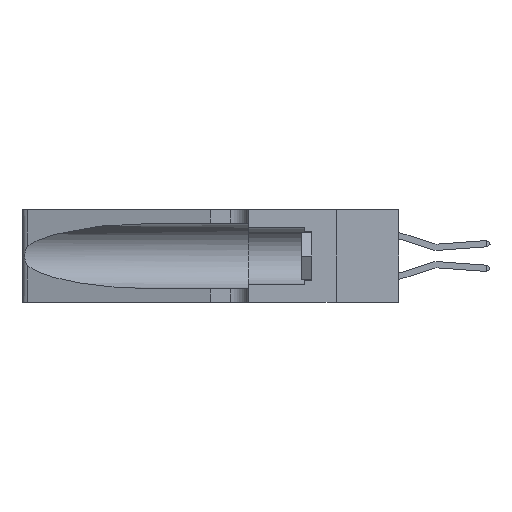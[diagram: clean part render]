
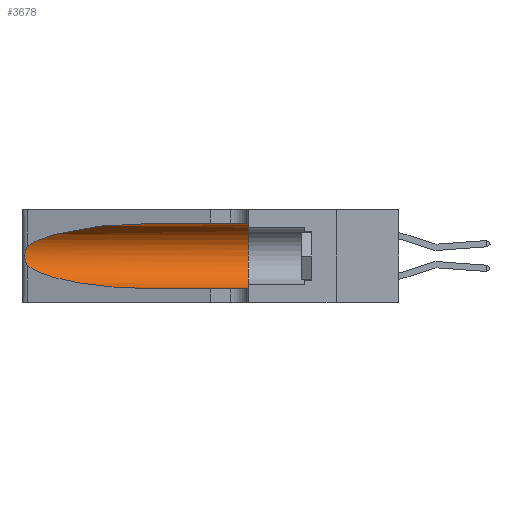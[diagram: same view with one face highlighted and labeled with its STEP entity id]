
A CAD part, left-side view. The second image highlights one B-rep face of the part: STEP entity #3678.
In plain terms, the highlighted cylindrical face has radius 3.308 mm (diameter 6.617 mm), a partial arc.
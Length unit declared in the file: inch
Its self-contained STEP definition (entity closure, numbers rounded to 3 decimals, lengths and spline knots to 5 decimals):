
#650 = CARTESIAN_POINT ( 'NONE',  ( 0.25555, 1.22993, 0.14849 ) ) ;
#1126 = ORIENTED_EDGE ( 'NONE', *, *, #25735, .T. ) ;
#1680 = VERTEX_POINT ( 'NONE', #23547 ) ;
#1707 = ORIENTED_EDGE ( 'NONE', *, *, #18921, .T. ) ;
#1857 = DIRECTION ( 'NONE',  ( 0., -1., 0. ) ) ;
#2126 = AXIS2_PLACEMENT_3D ( 'NONE', #7206, #23641, #19593 ) ;
#2523 = EDGE_CURVE ( 'NONE', #26015, #2552, #5756, .T. ) ;
#2552 = VERTEX_POINT ( 'NONE', #13788 ) ;
#3279 = DIRECTION ( 'NONE',  ( 0., 1., 0. ) ) ;
#3648 = CARTESIAN_POINT ( 'NONE',  ( 0.25487, 1.22718, 0.22369 ) ) ;
#3678 = ADVANCED_FACE ( 'NONE', ( #7992 ), #17091, .F. ) ;
#4887 = CARTESIAN_POINT ( 'NONE',  ( 0.25787, 1.23484, 0.2124 ) ) ;
#5756 = CIRCLE ( 'NONE', #12483, 0.13025 ) ;
#6180 =( BOUNDED_CURVE ( )  B_SPLINE_CURVE ( 3, ( #16156, #14071, #26224, #3648 ),
 .UNSPECIFIED., .F., .F. ) 
 B_SPLINE_CURVE_WITH_KNOTS ( ( 4, 4 ),
 ( 1.5708, 2.84003 ),
 .UNSPECIFIED. ) 
 CURVE ( )  GEOMETRIC_REPRESENTATION_ITEM ( )  RATIONAL_B_SPLINE_CURVE ( ( 1., 0.87, 0.87, 1. ) ) 
 REPRESENTATION_ITEM ( '' )  );
#6976 = CARTESIAN_POINT ( 'NONE',  ( 0.26018, 1.23835, 0.19895 ) ) ;
#7206 = CARTESIAN_POINT ( 'NONE',  ( 0.1305, 1.61858, 0.185 ) ) ;
#7245 = CARTESIAN_POINT ( 'NONE',  ( 0.1305, 0.72297, 0.05475 ) ) ;
#7369 = LINE ( 'NONE', #8169, #23128 ) ;
#7992 = FACE_OUTER_BOUND ( 'NONE', #25597, .T. ) ;
#8169 = CARTESIAN_POINT ( 'NONE',  ( 0.1305, 1.61858, 0.05475 ) ) ;
#9005 =( BOUNDED_CURVE ( )  B_SPLINE_CURVE ( 3, ( #15521, #17593, #19629, #7245 ),
 .UNSPECIFIED., .F., .F. ) 
 B_SPLINE_CURVE_WITH_KNOTS ( ( 4, 4 ),
 ( 3.44316, 4.71239 ),
 .UNSPECIFIED. ) 
 CURVE ( )  GEOMETRIC_REPRESENTATION_ITEM ( )  RATIONAL_B_SPLINE_CURVE ( ( 1., 0.87, 0.87, 1. ) ) 
 REPRESENTATION_ITEM ( '' )  );
#9070 = CARTESIAN_POINT ( 'NONE',  ( 0.26075, 1.23896, 0.178 ) ) ;
#11138 = CARTESIAN_POINT ( 'NONE',  ( 0.25856, 1.23593, 0.16098 ) ) ;
#11757 = VECTOR ( 'NONE', #17239, 39.37008 ) ;
#12411 = LINE ( 'NONE', #25241, #11757 ) ;
#12483 = AXIS2_PLACEMENT_3D ( 'NONE', #15795, #3279, #17869 ) ;
#13244 = CARTESIAN_POINT ( 'NONE',  ( 0.25639, 1.23186, 0.15144 ) ) ;
#13788 = CARTESIAN_POINT ( 'NONE',  ( 0.1305, 0.35, 0.05475 ) ) ;
#14071 = CARTESIAN_POINT ( 'NONE',  ( 0.18966, 0.96281, 0.31525 ) ) ;
#15263 = CARTESIAN_POINT ( 'NONE',  ( 0.25487, 1.22718, 0.22369 ) ) ;
#15353 = CARTESIAN_POINT ( 'NONE',  ( 0.25487, 1.22718, 0.14631 ) ) ;
#15521 = CARTESIAN_POINT ( 'NONE',  ( 0.25487, 1.22718, 0.14631 ) ) ;
#15795 = CARTESIAN_POINT ( 'NONE',  ( 0.1305, 0.35, 0.185 ) ) ;
#16074 = CARTESIAN_POINT ( 'NONE',  ( 0.1305, 0.72297, 0.05475 ) ) ;
#16156 = CARTESIAN_POINT ( 'NONE',  ( 0.1305, 0.72297, 0.31525 ) ) ;
#17091 = CYLINDRICAL_SURFACE ( 'NONE', #2126, 0.13025 ) ;
#17239 = DIRECTION ( 'NONE',  ( 0., -1., 0. ) ) ;
#17333 = CARTESIAN_POINT ( 'NONE',  ( 0.25639, 1.23184, 0.21858 ) ) ;
#17362 = CARTESIAN_POINT ( 'NONE',  ( 0.1305, 0.35, 0.31525 ) ) ;
#17593 = CARTESIAN_POINT ( 'NONE',  ( 0.2373, 1.15595, 0.08982 ) ) ;
#17869 = DIRECTION ( 'NONE',  ( 0., 0., 1. ) ) ;
#17934 = ORIENTED_EDGE ( 'NONE', *, *, #2523, .F. ) ;
#18921 = EDGE_CURVE ( 'NONE', #20847, #20594, #6180, .T. ) ;
#19019 = EDGE_CURVE ( 'NONE', #21059, #2552, #7369, .T. ) ;
#19373 = CARTESIAN_POINT ( 'NONE',  ( 0.25854, 1.2359, 0.20912 ) ) ;
#19593 = DIRECTION ( 'NONE',  ( 0., 0., -1. ) ) ;
#19629 = CARTESIAN_POINT ( 'NONE',  ( 0.18966, 0.96281, 0.05475 ) ) ;
#20594 = VERTEX_POINT ( 'NONE', #24857 ) ;
#20847 = VERTEX_POINT ( 'NONE', #25613 ) ;
#21029 = ORIENTED_EDGE ( 'NONE', *, *, #19019, .T. ) ;
#21059 = VERTEX_POINT ( 'NONE', #16074 ) ;
#21398 = CARTESIAN_POINT ( 'NONE',  ( 0.26075, 1.23896, 0.19203 ) ) ;
#21419 = EDGE_CURVE ( 'NONE', #20847, #26015, #12411, .T. ) ;
#21479 = ORIENTED_EDGE ( 'NONE', *, *, #23384, .T. ) ;
#23128 = VECTOR ( 'NONE', #1857, 39.37008 ) ;
#23332 = B_SPLINE_CURVE_WITH_KNOTS ( 'NONE', 3,
 ( #15263, #25335, #17333, #4887, #19373, #6976, #21398, #9070, #23414, #11138, #25429, #13244, #650, #15353 ),
 .UNSPECIFIED., .F., .F.,
 ( 4, 2, 2, 2, 2, 2, 4 ),
 ( 0., 0.00027, 0.00053, 0.00107, 0.0016, 0.00187, 0.00214 ),
 .UNSPECIFIED. ) ;
#23384 = EDGE_CURVE ( 'NONE', #20594, #1680, #23332, .T. ) ;
#23414 = CARTESIAN_POINT ( 'NONE',  ( 0.26017, 1.23833, 0.17102 ) ) ;
#23547 = CARTESIAN_POINT ( 'NONE',  ( 0.25487, 1.22718, 0.14631 ) ) ;
#23641 = DIRECTION ( 'NONE',  ( 0., -1., 0. ) ) ;
#23965 = ORIENTED_EDGE ( 'NONE', *, *, #21419, .F. ) ;
#24857 = CARTESIAN_POINT ( 'NONE',  ( 0.25487, 1.22718, 0.22369 ) ) ;
#25241 = CARTESIAN_POINT ( 'NONE',  ( 0.1305, 1.61858, 0.31525 ) ) ;
#25335 = CARTESIAN_POINT ( 'NONE',  ( 0.25555, 1.22994, 0.2215 ) ) ;
#25429 = CARTESIAN_POINT ( 'NONE',  ( 0.25789, 1.23486, 0.15765 ) ) ;
#25597 = EDGE_LOOP ( 'NONE', ( #1707, #21479, #1126, #21029, #17934, #23965 ) ) ;
#25613 = CARTESIAN_POINT ( 'NONE',  ( 0.1305, 0.72297, 0.31525 ) ) ;
#25735 = EDGE_CURVE ( 'NONE', #1680, #21059, #9005, .T. ) ;
#26015 = VERTEX_POINT ( 'NONE', #17362 ) ;
#26224 = CARTESIAN_POINT ( 'NONE',  ( 0.2373, 1.15595, 0.28018 ) ) ;
